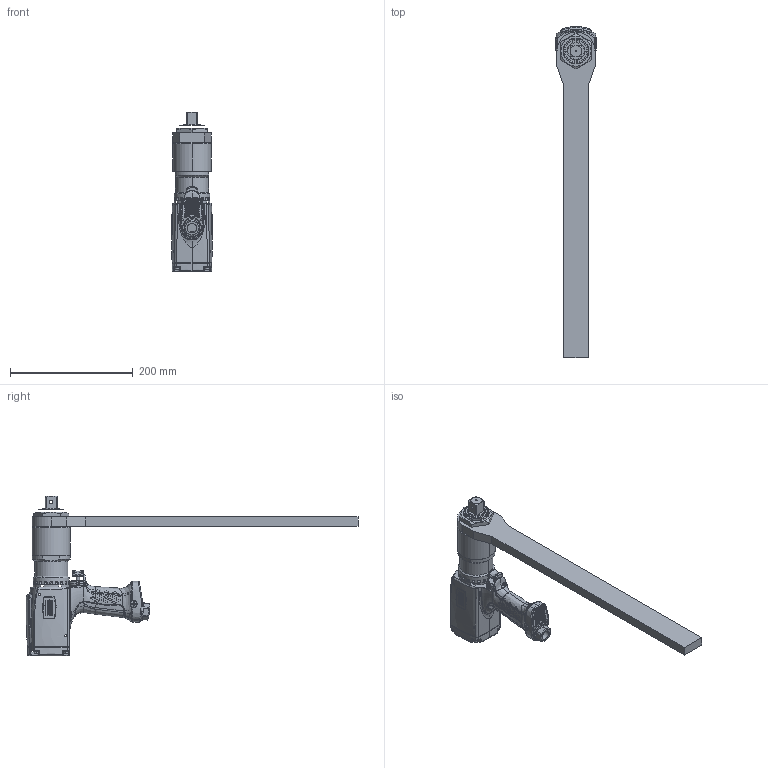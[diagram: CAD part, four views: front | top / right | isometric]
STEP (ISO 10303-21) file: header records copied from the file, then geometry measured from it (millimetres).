
FILE_DESCRIPTION((''),'2;1');
FILE_NAME('8431080035_SW','2008-04-15T',('toocsr'),(''),'PRO/ENGINEER BY PARAMETRIC TECHNOLOGY CORPORATION, 2007370','PRO/ENGINEER BY PARAMETRIC TECHNOLOGY CORPORATION, 2007370','');
FILE_SCHEMA(('CONFIG_CONTROL_DESIGN', 'GEOMETRIC_VALIDATION_PROPERTIES_MIM'));
Products named in the file (1): 8431080035_SW
Bounding box: 66.45 x 541.05 x 260.1 mm (x, y, z)
Surface area: 144526.1 mm2 (no closed solid volume)
Topology: 0 solids, 131 shells, 561 faces, 3703 edges, 3216 vertices
Faces by surface type: bspline 308, plane 88, cylinder 75, cone 55, extrusion 27, torus 6, sphere 2
Entity records: 66496 total; most frequent: CARTESIAN_POINT 40652, ORIENTED_EDGE 4500, EDGE_CURVE 3703, VERTEX_POINT 3216, DIRECTION 2700, B_SPLINE_CURVE_WITH_KNOTS 2219, AXIS2_PLACEMENT_3D 936, VECTOR 828
